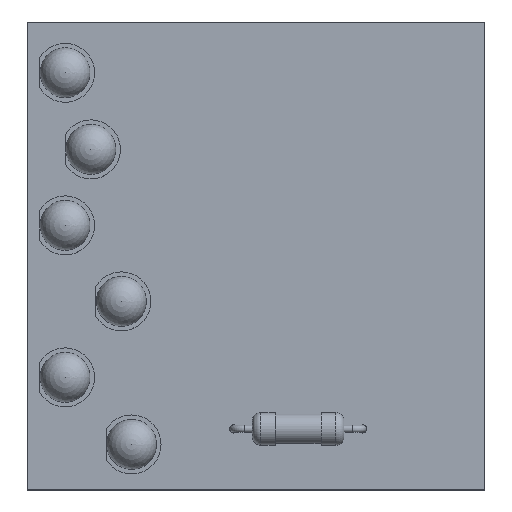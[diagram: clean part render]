
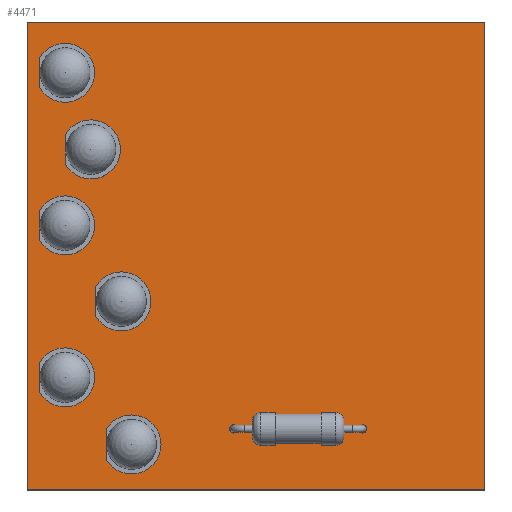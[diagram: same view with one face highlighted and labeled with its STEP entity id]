
A CAD part, top view. The second image highlights one B-rep face of the part: STEP entity #4471.
In plain terms, the highlighted planar face has unit normal (0, 0, 1).
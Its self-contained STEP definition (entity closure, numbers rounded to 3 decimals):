
#4205 = VERTEX_POINT('',#4206);
#4206 = CARTESIAN_POINT('',(161.,-100.,1.51));
#4212 = EDGE_CURVE('',#4205,#4213,#4215,.T.);
#4213 = VERTEX_POINT('',#4214);
#4214 = CARTESIAN_POINT('',(116.,-100.,1.51));
#4215 = LINE('',#4216,#4217);
#4216 = CARTESIAN_POINT('',(161.,-100.,1.51));
#4217 = VECTOR('',#4218,1.);
#4218 = DIRECTION('',(-1.,0.,0.));
#4245 = VERTEX_POINT('',#4246);
#4246 = CARTESIAN_POINT('',(161.,-54.,1.51));
#4252 = EDGE_CURVE('',#4245,#4205,#4253,.T.);
#4253 = LINE('',#4254,#4255);
#4254 = CARTESIAN_POINT('',(161.,-54.,1.51));
#4255 = VECTOR('',#4256,1.);
#4256 = DIRECTION('',(0.,-1.,0.));
#4274 = EDGE_CURVE('',#4213,#4275,#4277,.T.);
#4275 = VERTEX_POINT('',#4276);
#4276 = CARTESIAN_POINT('',(116.,-54.,1.51));
#4277 = LINE('',#4278,#4279);
#4278 = CARTESIAN_POINT('',(116.,-100.,1.51));
#4279 = VECTOR('',#4280,1.);
#4280 = DIRECTION('',(0.,1.,0.));
#4471 = ADVANCED_FACE('',(#4472,#4483,#4494,#4505,#4516,#4527,#4538,
    #4549,#4560,#4571,#4582,#4593,#4604,#4615,#4626),#4637,.T.);
#4472 = FACE_BOUND('',#4473,.T.);
#4473 = EDGE_LOOP('',(#4474,#4475,#4476,#4482));
#4474 = ORIENTED_EDGE('',*,*,#4212,.F.);
#4475 = ORIENTED_EDGE('',*,*,#4252,.F.);
#4476 = ORIENTED_EDGE('',*,*,#4477,.F.);
#4477 = EDGE_CURVE('',#4275,#4245,#4478,.T.);
#4478 = LINE('',#4479,#4480);
#4479 = CARTESIAN_POINT('',(116.,-54.,1.51));
#4480 = VECTOR('',#4481,1.);
#4481 = DIRECTION('',(1.,0.,0.));
#4482 = ORIENTED_EDGE('',*,*,#4274,.F.);
#4483 = FACE_BOUND('',#4484,.T.);
#4484 = EDGE_LOOP('',(#4485));
#4485 = ORIENTED_EDGE('',*,*,#4486,.T.);
#4486 = EDGE_CURVE('',#4487,#4487,#4489,.T.);
#4487 = VERTEX_POINT('',#4488);
#4488 = CARTESIAN_POINT('',(125.,-95.98,1.51));
#4489 = CIRCLE('',#4490,0.45);
#4490 = AXIS2_PLACEMENT_3D('',#4491,#4492,#4493);
#4491 = CARTESIAN_POINT('',(125.,-95.53,1.51));
#4492 = DIRECTION('',(-0.,0.,-1.));
#4493 = DIRECTION('',(-0.,-1.,0.));
#4494 = FACE_BOUND('',#4495,.T.);
#4495 = EDGE_LOOP('',(#4496));
#4496 = ORIENTED_EDGE('',*,*,#4497,.T.);
#4497 = EDGE_CURVE('',#4498,#4498,#4500,.T.);
#4498 = VERTEX_POINT('',#4499);
#4499 = CARTESIAN_POINT('',(118.46,-89.39,1.51));
#4500 = CIRCLE('',#4501,0.45);
#4501 = AXIS2_PLACEMENT_3D('',#4502,#4503,#4504);
#4502 = CARTESIAN_POINT('',(118.46,-88.94,1.51));
#4503 = DIRECTION('',(-0.,0.,-1.));
#4504 = DIRECTION('',(0.,-1.,0.));
#4505 = FACE_BOUND('',#4506,.T.);
#4506 = EDGE_LOOP('',(#4507));
#4507 = ORIENTED_EDGE('',*,*,#4508,.T.);
#4508 = EDGE_CURVE('',#4509,#4509,#4511,.T.);
#4509 = VERTEX_POINT('',#4510);
#4510 = CARTESIAN_POINT('',(121.,-89.39,1.51));
#4511 = CIRCLE('',#4512,0.45);
#4512 = AXIS2_PLACEMENT_3D('',#4513,#4514,#4515);
#4513 = CARTESIAN_POINT('',(121.,-88.94,1.51));
#4514 = DIRECTION('',(-0.,0.,-1.));
#4515 = DIRECTION('',(-0.,-1.,0.));
#4516 = FACE_BOUND('',#4517,.T.);
#4517 = EDGE_LOOP('',(#4518));
#4518 = ORIENTED_EDGE('',*,*,#4519,.T.);
#4519 = EDGE_CURVE('',#4520,#4520,#4522,.T.);
#4520 = VERTEX_POINT('',#4521);
#4521 = CARTESIAN_POINT('',(127.54,-95.98,1.51));
#4522 = CIRCLE('',#4523,0.45);
#4523 = AXIS2_PLACEMENT_3D('',#4524,#4525,#4526);
#4524 = CARTESIAN_POINT('',(127.54,-95.53,1.51));
#4525 = DIRECTION('',(-0.,0.,-1.));
#4526 = DIRECTION('',(0.,-1.,-0.));
#4527 = FACE_BOUND('',#4528,.T.);
#4528 = EDGE_LOOP('',(#4529));
#4529 = ORIENTED_EDGE('',*,*,#4530,.T.);
#4530 = EDGE_CURVE('',#4531,#4531,#4533,.T.);
#4531 = VERTEX_POINT('',#4532);
#4532 = CARTESIAN_POINT('',(124.,-81.92,1.51));
#4533 = CIRCLE('',#4534,0.45);
#4534 = AXIS2_PLACEMENT_3D('',#4535,#4536,#4537);
#4535 = CARTESIAN_POINT('',(124.,-81.47,1.51));
#4536 = DIRECTION('',(-0.,0.,-1.));
#4537 = DIRECTION('',(-0.,-1.,0.));
#4538 = FACE_BOUND('',#4539,.T.);
#4539 = EDGE_LOOP('',(#4540));
#4540 = ORIENTED_EDGE('',*,*,#4541,.T.);
#4541 = EDGE_CURVE('',#4542,#4542,#4544,.T.);
#4542 = VERTEX_POINT('',#4543);
#4543 = CARTESIAN_POINT('',(126.54,-81.92,1.51));
#4544 = CIRCLE('',#4545,0.45);
#4545 = AXIS2_PLACEMENT_3D('',#4546,#4547,#4548);
#4546 = CARTESIAN_POINT('',(126.54,-81.47,1.51));
#4547 = DIRECTION('',(-0.,0.,-1.));
#4548 = DIRECTION('',(0.,-1.,-0.));
#4549 = FACE_BOUND('',#4550,.T.);
#4550 = EDGE_LOOP('',(#4551));
#4551 = ORIENTED_EDGE('',*,*,#4552,.T.);
#4552 = EDGE_CURVE('',#4553,#4553,#4555,.T.);
#4553 = VERTEX_POINT('',#4554);
#4554 = CARTESIAN_POINT('',(136.3,-94.4,1.51));
#4555 = CIRCLE('',#4556,0.4);
#4556 = AXIS2_PLACEMENT_3D('',#4557,#4558,#4559);
#4557 = CARTESIAN_POINT('',(136.3,-94.,1.51));
#4558 = DIRECTION('',(-0.,0.,-1.));
#4559 = DIRECTION('',(-0.,-1.,0.));
#4560 = FACE_BOUND('',#4561,.T.);
#4561 = EDGE_LOOP('',(#4562));
#4562 = ORIENTED_EDGE('',*,*,#4563,.T.);
#4563 = EDGE_CURVE('',#4564,#4564,#4566,.T.);
#4564 = VERTEX_POINT('',#4565);
#4565 = CARTESIAN_POINT('',(149.,-94.4,1.51));
#4566 = CIRCLE('',#4567,0.4);
#4567 = AXIS2_PLACEMENT_3D('',#4568,#4569,#4570);
#4568 = CARTESIAN_POINT('',(149.,-94.,1.51));
#4569 = DIRECTION('',(-0.,0.,-1.));
#4570 = DIRECTION('',(-0.,-1.,0.));
#4571 = FACE_BOUND('',#4572,.T.);
#4572 = EDGE_LOOP('',(#4573));
#4573 = ORIENTED_EDGE('',*,*,#4574,.T.);
#4574 = EDGE_CURVE('',#4575,#4575,#4577,.T.);
#4575 = VERTEX_POINT('',#4576);
#4576 = CARTESIAN_POINT('',(118.46,-74.45,1.51));
#4577 = CIRCLE('',#4578,0.45);
#4578 = AXIS2_PLACEMENT_3D('',#4579,#4580,#4581);
#4579 = CARTESIAN_POINT('',(118.46,-74.,1.51));
#4580 = DIRECTION('',(-0.,0.,-1.));
#4581 = DIRECTION('',(0.,-1.,0.));
#4582 = FACE_BOUND('',#4583,.T.);
#4583 = EDGE_LOOP('',(#4584));
#4584 = ORIENTED_EDGE('',*,*,#4585,.T.);
#4585 = EDGE_CURVE('',#4586,#4586,#4588,.T.);
#4586 = VERTEX_POINT('',#4587);
#4587 = CARTESIAN_POINT('',(121.,-74.45,1.51));
#4588 = CIRCLE('',#4589,0.45);
#4589 = AXIS2_PLACEMENT_3D('',#4590,#4591,#4592);
#4590 = CARTESIAN_POINT('',(121.,-74.,1.51));
#4591 = DIRECTION('',(-0.,0.,-1.));
#4592 = DIRECTION('',(-0.,-1.,0.));
#4593 = FACE_BOUND('',#4594,.T.);
#4594 = EDGE_LOOP('',(#4595));
#4595 = ORIENTED_EDGE('',*,*,#4596,.T.);
#4596 = EDGE_CURVE('',#4597,#4597,#4599,.T.);
#4597 = VERTEX_POINT('',#4598);
#4598 = CARTESIAN_POINT('',(121.,-66.98,1.51));
#4599 = CIRCLE('',#4600,0.45);
#4600 = AXIS2_PLACEMENT_3D('',#4601,#4602,#4603);
#4601 = CARTESIAN_POINT('',(121.,-66.53,1.51));
#4602 = DIRECTION('',(-0.,0.,-1.));
#4603 = DIRECTION('',(-0.,-1.,0.));
#4604 = FACE_BOUND('',#4605,.T.);
#4605 = EDGE_LOOP('',(#4606));
#4606 = ORIENTED_EDGE('',*,*,#4607,.T.);
#4607 = EDGE_CURVE('',#4608,#4608,#4610,.T.);
#4608 = VERTEX_POINT('',#4609);
#4609 = CARTESIAN_POINT('',(123.54,-66.98,1.51));
#4610 = CIRCLE('',#4611,0.45);
#4611 = AXIS2_PLACEMENT_3D('',#4612,#4613,#4614);
#4612 = CARTESIAN_POINT('',(123.54,-66.53,1.51));
#4613 = DIRECTION('',(-0.,0.,-1.));
#4614 = DIRECTION('',(0.,-1.,-0.));
#4615 = FACE_BOUND('',#4616,.T.);
#4616 = EDGE_LOOP('',(#4617));
#4617 = ORIENTED_EDGE('',*,*,#4618,.T.);
#4618 = EDGE_CURVE('',#4619,#4619,#4621,.T.);
#4619 = VERTEX_POINT('',#4620);
#4620 = CARTESIAN_POINT('',(118.46,-59.45,1.51));
#4621 = CIRCLE('',#4622,0.45);
#4622 = AXIS2_PLACEMENT_3D('',#4623,#4624,#4625);
#4623 = CARTESIAN_POINT('',(118.46,-59.,1.51));
#4624 = DIRECTION('',(-0.,0.,-1.));
#4625 = DIRECTION('',(0.,-1.,0.));
#4626 = FACE_BOUND('',#4627,.T.);
#4627 = EDGE_LOOP('',(#4628));
#4628 = ORIENTED_EDGE('',*,*,#4629,.T.);
#4629 = EDGE_CURVE('',#4630,#4630,#4632,.T.);
#4630 = VERTEX_POINT('',#4631);
#4631 = CARTESIAN_POINT('',(121.,-59.45,1.51));
#4632 = CIRCLE('',#4633,0.45);
#4633 = AXIS2_PLACEMENT_3D('',#4634,#4635,#4636);
#4634 = CARTESIAN_POINT('',(121.,-59.,1.51));
#4635 = DIRECTION('',(-0.,0.,-1.));
#4636 = DIRECTION('',(-0.,-1.,0.));
#4637 = PLANE('',#4638);
#4638 = AXIS2_PLACEMENT_3D('',#4639,#4640,#4641);
#4639 = CARTESIAN_POINT('',(0.,0.,1.51));
#4640 = DIRECTION('',(0.,0.,1.));
#4641 = DIRECTION('',(1.,0.,-0.));
